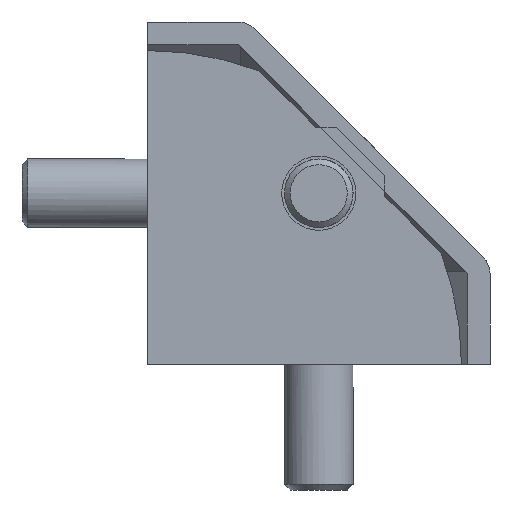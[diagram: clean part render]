
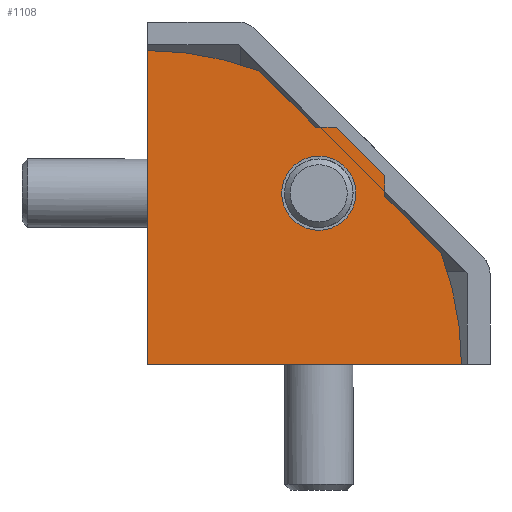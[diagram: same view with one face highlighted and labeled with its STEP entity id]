
A CAD part, front view. The second image highlights one B-rep face of the part: STEP entity #1108.
In plain terms, the highlighted planar face has unit normal (0, -1, 0).
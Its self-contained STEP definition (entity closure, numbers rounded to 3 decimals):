
#1108=ADVANCED_FACE('',(#1256,#1257),#1258,.T.);
#1256=FACE_OUTER_BOUND('',#1425,.T.);
#1257=FACE_BOUND('',#1426,.T.);
#1258=PLANE('',#1427);
#1425=EDGE_LOOP('',(#1922,#1923,#1924,#1925,#1926,#1927,#1928,#1929,#1930));
#1426=EDGE_LOOP('',(#1931));
#1427=AXIS2_PLACEMENT_3D('',#1932,#1933,#1934);
#1922=ORIENTED_EDGE('',*,*,#2205,.F.);
#1923=ORIENTED_EDGE('',*,*,#2206,.F.);
#1924=ORIENTED_EDGE('',*,*,#2207,.F.);
#1925=ORIENTED_EDGE('',*,*,#2208,.F.);
#1926=ORIENTED_EDGE('',*,*,#2209,.F.);
#1927=ORIENTED_EDGE('',*,*,#2184,.F.);
#1928=ORIENTED_EDGE('',*,*,#2175,.F.);
#1929=ORIENTED_EDGE('',*,*,#2203,.T.);
#1930=ORIENTED_EDGE('',*,*,#2165,.F.);
#1931=ORIENTED_EDGE('',*,*,#2210,.F.);
#1932=CARTESIAN_POINT('',(13.75,0.0,0.0));
#1933=DIRECTION('',(0.0,-1.0,0.0));
#1934=DIRECTION('',(0.0,0.0,-1.0));
#2165=EDGE_CURVE('',#2417,#2420,#2421,.T.);
#2175=EDGE_CURVE('',#2438,#2440,#2441,.T.);
#2184=EDGE_CURVE('',#2440,#2450,#2457,.T.);
#2203=EDGE_CURVE('',#2438,#2420,#2485,.T.);
#2205=EDGE_CURVE('',#2488,#2417,#2489,.T.);
#2206=EDGE_CURVE('',#2490,#2488,#2491,.T.);
#2207=EDGE_CURVE('',#2492,#2490,#2493,.T.);
#2208=EDGE_CURVE('',#2494,#2492,#2495,.T.);
#2209=EDGE_CURVE('',#2450,#2494,#2496,.T.);
#2210=EDGE_CURVE('',#2497,#2497,#2498,.T.);
#2417=VERTEX_POINT('',#2868);
#2420=VERTEX_POINT('',#2871);
#2421=CIRCLE('',#2872,27.5);
#2438=VERTEX_POINT('',#2891);
#2440=VERTEX_POINT('',#2894);
#2441=LINE('',#2895,#2896);
#2450=VERTEX_POINT('',#2908);
#2457=CIRCLE('',#2915,27.5);
#2485=LINE('',#2955,#2956);
#2488=VERTEX_POINT('',#2959);
#2489=LINE('',#2960,#2961);
#2490=VERTEX_POINT('',#2962);
#2491=LINE('',#2963,#2964);
#2492=VERTEX_POINT('',#2965);
#2493=LINE('',#2966,#2967);
#2494=VERTEX_POINT('',#2968);
#2495=LINE('',#2969,#2970);
#2496=LINE('',#2971,#2972);
#2497=VERTEX_POINT('',#2973);
#2498=CIRCLE('',#2974,3.25);
#2868=CARTESIAN_POINT('',(25.693,0.,9.804));
#2871=CARTESIAN_POINT('',(27.5,0.0,0.0));
#2872=AXIS2_PLACEMENT_3D('',#3179,#3180,#3181);
#2891=CARTESIAN_POINT('',(0.0,0.0,0.0));
#2894=CARTESIAN_POINT('',(0.0,0.,27.5));
#2895=CARTESIAN_POINT('',(0.0,0.0,0.0));
#2896=VECTOR('',#3203,1.0);
#2908=CARTESIAN_POINT('',(9.804,0.,25.693));
#2915=AXIS2_PLACEMENT_3D('',#3222,#3223,#3224);
#2955=CARTESIAN_POINT('',(13.75,0.0,0.0));
#2956=VECTOR('',#3255,1.0);
#2959=CARTESIAN_POINT('',(20.789,0.,14.708));
#2960=CARTESIAN_POINT('',(24.623,0.0,10.873));
#2961=VECTOR('',#3259,1.0);
#2962=CARTESIAN_POINT('',(20.789,0.,16.546));
#2963=CARTESIAN_POINT('',(20.789,0.0,0.));
#2964=VECTOR('',#3260,1.0);
#2965=CARTESIAN_POINT('',(16.546,0.,20.789));
#2966=CARTESIAN_POINT('',(25.543,0.0,11.793));
#2967=VECTOR('',#3261,1.0);
#2968=CARTESIAN_POINT('',(14.708,0.,20.789));
#2969=CARTESIAN_POINT('',(13.75,0.0,20.789));
#2970=VECTOR('',#3262,1.0);
#2971=CARTESIAN_POINT('',(24.623,0.0,10.873));
#2972=VECTOR('',#3263,1.0);
#2973=CARTESIAN_POINT('',(15.0,0.,11.75));
#2974=AXIS2_PLACEMENT_3D('',#3264,#3265,#3266);
#3179=CARTESIAN_POINT('',(0.0,0.,0.0));
#3180=DIRECTION('',(0.0,1.0,0.0));
#3181=DIRECTION('',(0.0,0.0,1.0));
#3203=DIRECTION('',(0.0,0.0,1.0));
#3222=CARTESIAN_POINT('',(0.0,0.,0.0));
#3223=DIRECTION('',(0.0,1.0,0.0));
#3224=DIRECTION('',(0.0,0.0,1.0));
#3255=DIRECTION('',(1.0,0.0,0.0));
#3259=DIRECTION('',(0.707,0.0,-0.707));
#3260=DIRECTION('',(0.,0.0,-1.0));
#3261=DIRECTION('',(0.707,0.0,-0.707));
#3262=DIRECTION('',(1.0,0.0,0.));
#3263=DIRECTION('',(0.707,0.0,-0.707));
#3264=CARTESIAN_POINT('',(15.0,0.,15.0));
#3265=DIRECTION('',(0.,-1.0,0.));
#3266=DIRECTION('',(0.,0.,-1.0));
